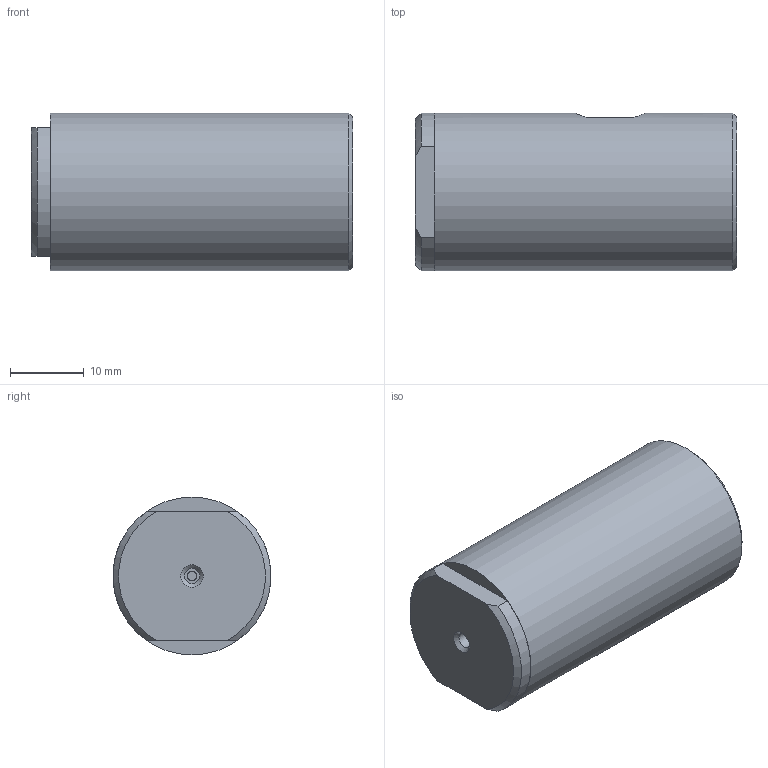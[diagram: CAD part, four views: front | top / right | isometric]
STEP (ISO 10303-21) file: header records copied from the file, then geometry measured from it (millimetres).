
FILE_DESCRIPTION(/* description */ (''),/* implementation_level */ '2;1');
FILE_NAME(/* name */ 'ME001-0050.stp',/* time_stamp */ '2016-05-16T14:57:27-05:00',/* author */ ('scottg'),/* organization */ ('FasTest,Inc.'),/* preprocessor_version */ 'ST-DEVELOPER v16.1',/* originating_system */ 'Autodesk Inventor 2016',/* authorisation */ '');
FILE_SCHEMA (('AUTOMOTIVE_DESIGN { 1 0 10303 214 3 1 1 }'));
Length unit declared in the file: inch
Products named in the file (1): ME001-0050
Bounding box: 43.59 x 21.44 x 21.44 mm (x, y, z)
Volume: 14619.4 mm3; surface area: 4502.4 mm2
Topology: 1 solids, 1 shells, 36 faces, 77 edges, 49 vertices
Faces by surface type: cylinder 13, cone 11, plane 11, torus 1
Full cylindrical faces by diameter (mm): 1.27 x1, 2.083 x1, 2.159 x2, 3.962 x1, 6.477 x1, 7.95 x1, 17.272 x1, 21.438 x1
Entity records: 866 total; most frequent: CARTESIAN_POINT 167, DIRECTION 150, ORIENTED_EDGE 102, AXIS2_PLACEMENT_3D 70, EDGE_LOOP 62, EDGE_CURVE 51, VERTEX_POINT 43, FACE_OUTER_BOUND 36
